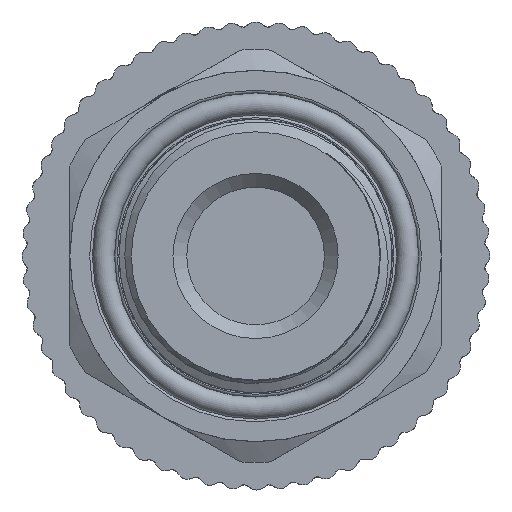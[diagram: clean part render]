
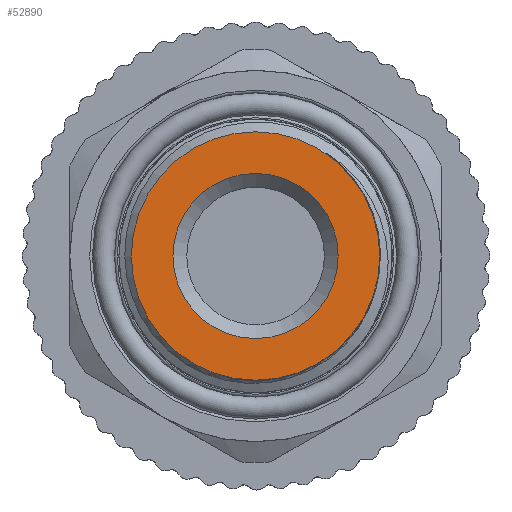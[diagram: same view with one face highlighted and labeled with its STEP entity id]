
A CAD part, left-side view. The second image highlights one B-rep face of the part: STEP entity #52890.
In plain terms, the highlighted face is planar.
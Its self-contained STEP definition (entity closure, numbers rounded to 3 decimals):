
#1082=FACE_BOUND('',#8554,.T.);
#2994=PLANE('',#57078);
#5756=FACE_OUTER_BOUND('',#8553,.T.);
#8553=EDGE_LOOP('',(#49263));
#8554=EDGE_LOOP('',(#49264));
#9452=CIRCLE('',#57059,9.027);
#9455=CIRCLE('',#57079,6.);
#25254=VERTEX_POINT('',#120189);
#25257=VERTEX_POINT('',#121421);
#33246=EDGE_CURVE('',#25254,#25254,#9452,.T.);
#33268=EDGE_CURVE('',#25257,#25257,#9455,.T.);
#49263=ORIENTED_EDGE('',*,*,#33246,.T.);
#49264=ORIENTED_EDGE('',*,*,#33268,.F.);
#52890=ADVANCED_FACE('',(#5756,#1082),#2994,.T.);
#57059=AXIS2_PLACEMENT_3D('',#120191,#69546,#69547);
#57078=AXIS2_PLACEMENT_3D('',#121420,#69596,#69597);
#57079=AXIS2_PLACEMENT_3D('',#121422,#69598,#69599);
#69546=DIRECTION('center_axis',(1.,0.,0.));
#69547=DIRECTION('ref_axis',(0.,1.,0.));
#69596=DIRECTION('center_axis',(1.,0.,0.));
#69597=DIRECTION('ref_axis',(0.,0.,-1.));
#69598=DIRECTION('center_axis',(1.,0.,0.));
#69599=DIRECTION('ref_axis',(0.,0.,-1.));
#120189=CARTESIAN_POINT('',(0.,-9.027,0.));
#120191=CARTESIAN_POINT('Origin',(0.,0.,0.));
#121420=CARTESIAN_POINT('Origin',(0.,6.,0.));
#121421=CARTESIAN_POINT('',(0.,-6.,0.));
#121422=CARTESIAN_POINT('Origin',(0.,0.,
0.));
